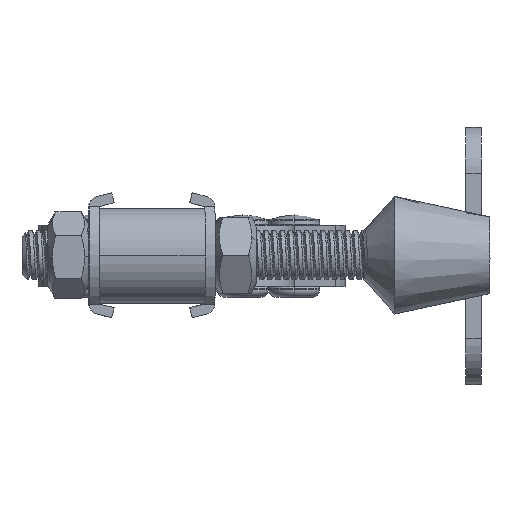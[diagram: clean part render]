
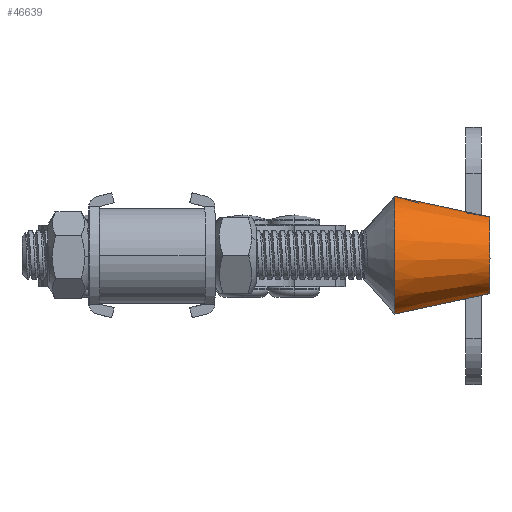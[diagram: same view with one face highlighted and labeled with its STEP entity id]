
A CAD part, left-side view. The second image highlights one B-rep face of the part: STEP entity #46639.
In plain terms, the highlighted conical face has half-angle 12.2 degrees and reference radius 11.5 mm.
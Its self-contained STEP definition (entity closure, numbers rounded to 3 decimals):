
#46318 = VERTEX_POINT ( 'NONE', #66095 ) ;
#46334 = EDGE_CURVE ( 'NONE', #46338, #46318, #66075, .T. ) ;
#46338 = VERTEX_POINT ( 'NONE', #66119 ) ;
#46391 = VERTEX_POINT ( 'NONE', #66162 ) ;
#46446 = VERTEX_POINT ( 'NONE', #66252 ) ;
#46457 = EDGE_CURVE ( 'NONE', #46391, #46446, #66271, .T. ) ;
#46614 = ORIENTED_EDGE ( 'NONE', *, *, #46626, .F. ) ;
#46620 = ORIENTED_EDGE ( 'NONE', *, *, #46635, .T. ) ;
#46626 = EDGE_CURVE ( 'NONE', #46391, #46338, #66578, .T. ) ;
#46629 = EDGE_LOOP ( 'NONE', ( #46650, #46614, #46643, #46620 ) ) ;
#46635 = EDGE_CURVE ( 'NONE', #46446, #46318, #66576, .T. ) ;
#46639 = ADVANCED_FACE ( 'NONE', ( #66560 ), #66556, .T. ) ;
#46643 = ORIENTED_EDGE ( 'NONE', *, *, #46457, .T. ) ;
#46650 = ORIENTED_EDGE ( 'NONE', *, *, #46334, .F. ) ;
#66075 = LINE ( 'NONE', #66083, #66117 ) ;
#66083 = CARTESIAN_POINT ( 'NONE',  ( -11.5, 0., 9.5 ) ) ;
#66095 = CARTESIAN_POINT ( 'NONE',  ( -11.5, 0., 9.5 ) ) ;
#66116 = DIRECTION ( 'NONE',  ( -0.211, 0., 0.977 ) ) ;
#66117 = VECTOR ( 'NONE', #66116, 1000. ) ;
#66119 = CARTESIAN_POINT ( 'NONE',  ( -7.5, 0., -9. ) ) ;
#66162 = CARTESIAN_POINT ( 'NONE',  ( 7.5, 0., -9. ) ) ;
#66252 = CARTESIAN_POINT ( 'NONE',  ( 11.5, 0., 9.5 ) ) ;
#66271 = LINE ( 'NONE', #66290, #66289 ) ;
#66288 = DIRECTION ( 'NONE',  ( 0.211, 0., 0.977 ) ) ;
#66289 = VECTOR ( 'NONE', #66288, 1000. ) ;
#66290 = CARTESIAN_POINT ( 'NONE',  ( 11.5, 0., 9.5 ) ) ;
#66552 = DIRECTION ( 'NONE',  ( -1., 0., 0. ) ) ;
#66553 = DIRECTION ( 'NONE',  ( 0., 0., -1. ) ) ;
#66555 = AXIS2_PLACEMENT_3D ( 'NONE', #66561, #66553, #66552 ) ;
#66556 = CONICAL_SURFACE ( 'NONE', #66601, 11.5, 0.213 ) ;
#66557 = DIRECTION ( 'NONE',  ( -1., 0., 0. ) ) ;
#66558 = DIRECTION ( 'NONE',  ( 0., 0., -1. ) ) ;
#66559 = AXIS2_PLACEMENT_3D ( 'NONE', #66565, #66558, #66557 ) ;
#66560 = FACE_OUTER_BOUND ( 'NONE', #46629, .T. ) ;
#66561 = CARTESIAN_POINT ( 'NONE',  ( 0., 0., 9.5 ) ) ;
#66563 = CARTESIAN_POINT ( 'NONE',  ( 0., 0., 9.5 ) ) ;
#66565 = CARTESIAN_POINT ( 'NONE',  ( 0., 0., -9. ) ) ;
#66576 = CIRCLE ( 'NONE', #66555, 11.5 ) ;
#66578 = CIRCLE ( 'NONE', #66559, 7.5 ) ;
#66599 = DIRECTION ( 'NONE',  ( 1., 0., 0. ) ) ;
#66600 = DIRECTION ( 'NONE',  ( 0., 0., 1. ) ) ;
#66601 = AXIS2_PLACEMENT_3D ( 'NONE', #66563, #66600, #66599 ) ;
